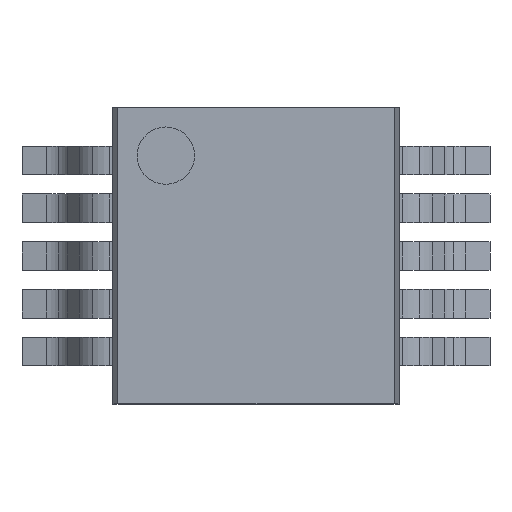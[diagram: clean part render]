
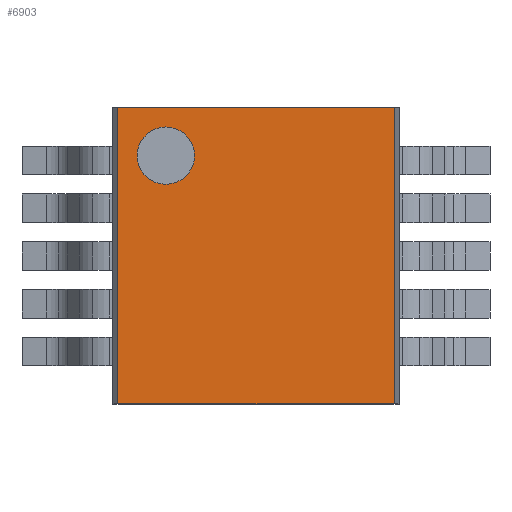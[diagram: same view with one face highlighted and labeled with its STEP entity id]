
A CAD part, top view. The second image highlights one B-rep face of the part: STEP entity #6903.
In plain terms, the highlighted planar face has unit normal (0, 0, 1).
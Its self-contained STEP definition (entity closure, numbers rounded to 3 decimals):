
#6551=CARTESIAN_POINT('',(-1.244,1.05,1.09));
#6552=VERTEX_POINT('',#6551);
#6568=CARTESIAN_POINT('',(-0.644,1.05,1.09));
#6569=VERTEX_POINT('',#6568);
#6576=CARTESIAN_POINT('',(-0.944,1.05,1.09));
#6577=DIRECTION('',(0.0,0.0,-1.0));
#6578=DIRECTION('',(-1.0,0.0,0.0));
#6579=AXIS2_PLACEMENT_3D('',#6576,#6577,#6578);
#6580=CIRCLE('',#6579,0.3);
#6581=EDGE_CURVE('',#6552,#6569,#6580,.T.);
#6593=CARTESIAN_POINT('',(1.446,1.55,1.09));
#6594=VERTEX_POINT('',#6593);
#6601=CARTESIAN_POINT('',(1.446,-1.55,1.09));
#6602=VERTEX_POINT('',#6601);
#6603=CARTESIAN_POINT('',(1.446,-1.55,1.09));
#6604=DIRECTION('',(0.0,1.0,0.0));
#6605=VECTOR('',#6604,3.1);
#6606=LINE('',#6603,#6605);
#6607=EDGE_CURVE('',#6602,#6594,#6606,.T.);
#6664=CARTESIAN_POINT('',(-1.446,-1.55,1.09));
#6665=VERTEX_POINT('',#6664);
#6666=CARTESIAN_POINT('',(-1.446,-1.55,1.09));
#6667=DIRECTION('',(1.0,0.0,0.0));
#6668=VECTOR('',#6667,2.892);
#6669=LINE('',#6666,#6668);
#6670=EDGE_CURVE('',#6665,#6602,#6669,.T.);
#6694=CARTESIAN_POINT('',(-1.446,1.55,1.09));
#6695=VERTEX_POINT('',#6694);
#6711=CARTESIAN_POINT('',(-1.446,1.55,1.09));
#6712=DIRECTION('',(0.0,-1.0,0.0));
#6713=VECTOR('',#6712,3.1);
#6714=LINE('',#6711,#6713);
#6715=EDGE_CURVE('',#6665,#6695,#6714,.F.);
#6750=CARTESIAN_POINT('',(1.446,1.55,1.09));
#6751=DIRECTION('',(-1.0,0.0,0.0));
#6752=VECTOR('',#6751,2.892);
#6753=LINE('',#6750,#6752);
#6754=EDGE_CURVE('',#6594,#6695,#6753,.T.);
#6780=CARTESIAN_POINT('',(-0.944,1.05,1.09));
#6781=DIRECTION('',(0.0,0.0,-1.0));
#6782=DIRECTION('',(-1.0,0.0,0.0));
#6783=AXIS2_PLACEMENT_3D('',#6780,#6781,#6782);
#6784=CIRCLE('',#6783,0.3);
#6785=EDGE_CURVE('',#6569,#6552,#6784,.T.);
#6888=CARTESIAN_POINT('',(1.444,-1.55,1.09));
#6889=DIRECTION('',(0.0,0.0,1.0));
#6890=DIRECTION('',(1.0,0.0,0.0));
#6891=AXIS2_PLACEMENT_3D('',#6888,#6889,#6890);
#6892=PLANE('',#6891);
#6893=ORIENTED_EDGE('',*,*,#6754,.T.);
#6894=ORIENTED_EDGE('',*,*,#6715,.F.);
#6895=ORIENTED_EDGE('',*,*,#6670,.T.);
#6896=ORIENTED_EDGE('',*,*,#6607,.T.);
#6897=EDGE_LOOP('',(#6893,#6894,#6895,#6896));
#6898=FACE_OUTER_BOUND('',#6897,.T.);
#6899=ORIENTED_EDGE('',*,*,#6581,.T.);
#6900=ORIENTED_EDGE('',*,*,#6785,.T.);
#6901=EDGE_LOOP('',(#6899,#6900));
#6902=FACE_BOUND('',#6901,.T.);
#6903=ADVANCED_FACE('',(#6898,#6902),#6892,.T.);
